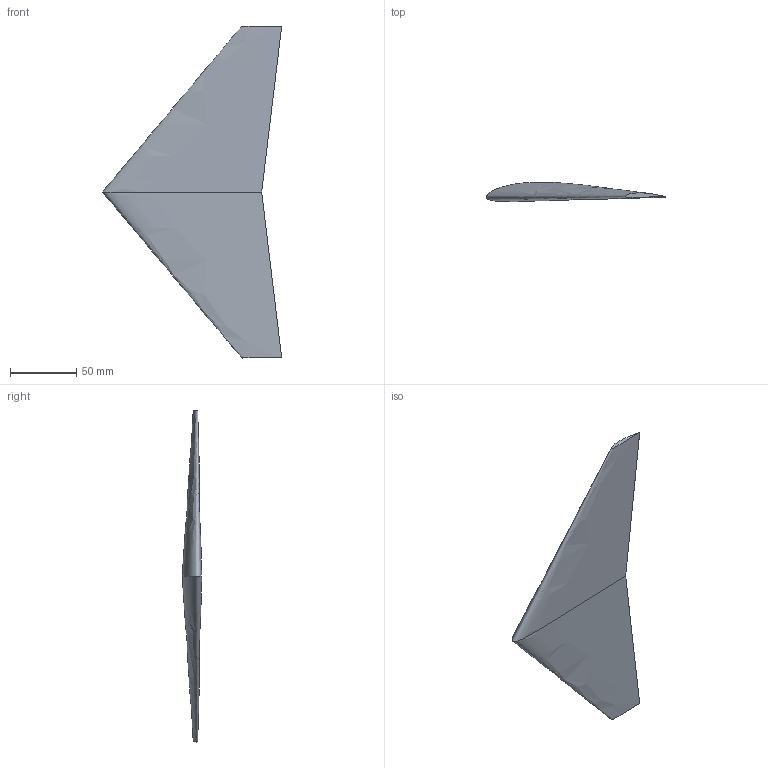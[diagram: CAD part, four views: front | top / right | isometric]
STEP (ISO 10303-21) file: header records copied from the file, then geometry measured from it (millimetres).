
FILE_DESCRIPTION(/* description */ (''),/* implementation_level */ '2;1');
FILE_NAME(/* name */ 'Swept Back Wing v2.step',/* time_stamp */ '2021-06-16T18:41:34+05:00',/* author */ (''),/* organization */ (''),/* preprocessor_version */ 'ST-DEVELOPER v18.1',/* originating_system */ 'Autodesk Translation Framework v10.6.0.1341',/* authorisation */ '');
FILE_SCHEMA (('AUTOMOTIVE_DESIGN { 1 0 10303 214 3 1 1 }'));
Length unit declared in the file: centimetre
Products named in the file (1): Swept Back Wing
Bounding box: 135 x 14.41 x 250 mm (x, y, z)
Volume: 128349 mm3; surface area: 38541.9 mm2
Topology: 1 solids, 1 shells, 6 faces, 10 edges, 6 vertices
Faces by surface type: plane 4, bspline 2
Entity records: 5206 total; most frequent: CARTESIAN_POINT 5073, ORIENTED_EDGE 20, DIRECTION 17, EDGE_CURVE 10, LINE 7, VECTOR 7, FACE_OUTER_BOUND 6, EDGE_LOOP 6
